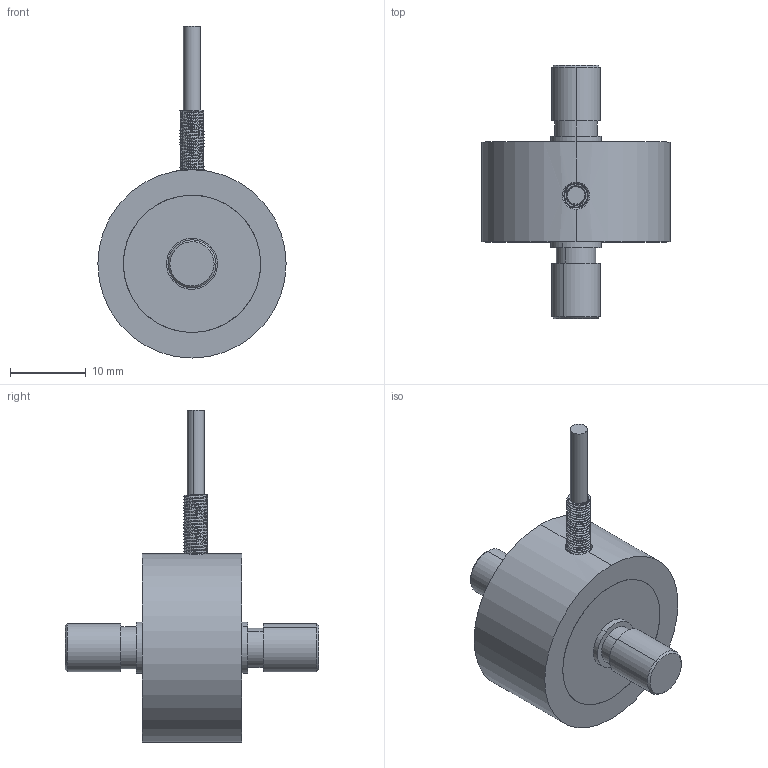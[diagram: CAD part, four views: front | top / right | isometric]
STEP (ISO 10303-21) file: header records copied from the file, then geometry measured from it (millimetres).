
FILE_DESCRIPTION (( 'STEP AP214' ), '1' );
FILE_NAME ('PC3-250 to 1K X1 (STEP).STEP', '2021-08-05T22:31:37', ( '' ), ( '' ), 'SwSTEP 2.0', 'SolidWorks 2021', '' );
FILE_SCHEMA (( 'AUTOMOTIVE_DESIGN' ));
Length unit declared in the file: inch
Products named in the file (1): PC3-250 to 1K X1 (STEP)
Bounding box: 24.89 x 33.53 x 43.89 mm (x, y, z)
Volume: 5540.3 mm3; surface area: 4643.8 mm2
Topology: 4 solids, 4 shells, 80 faces, 174 edges, 112 vertices
Faces by surface type: cylinder 49, plane 23, cone 6, bspline 2
Entity records: 16341 total; most frequent: CARTESIAN_POINT 13517, DIRECTION 364, ORIENTED_EDGE 348, EDGE_CURVE 174, AXIS2_PLACEMENT_3D 153, VERTEX_POINT 112, EDGE_LOOP 92, UNCERTAINTY_MEASURE_WITH_UNIT 86
